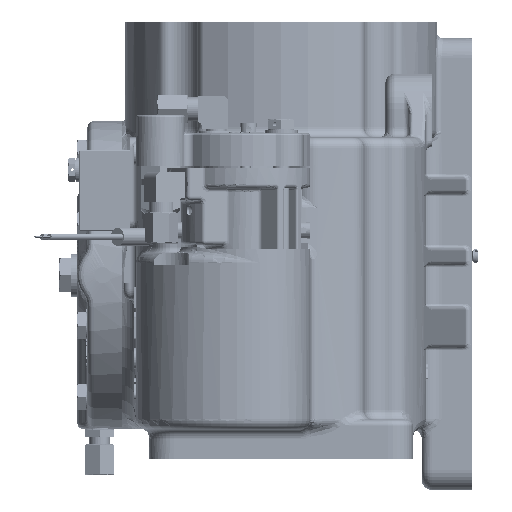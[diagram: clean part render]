
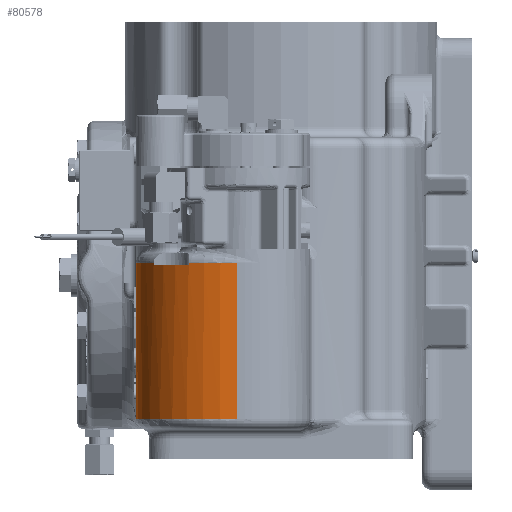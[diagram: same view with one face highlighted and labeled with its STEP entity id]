
A CAD part, left-side view. The second image highlights one B-rep face of the part: STEP entity #80578.
In plain terms, the highlighted cylindrical face has radius 50 mm (diameter 100 mm), a partial arc.
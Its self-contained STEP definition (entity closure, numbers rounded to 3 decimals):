
#10122 = CARTESIAN_POINT ( 'NONE',  ( -237.45, 21.5, 1.5 ) ) ;
#10124 = DIRECTION ( 'NONE',  ( 0., 0., -1. ) ) ;
#12453 = VECTOR ( 'NONE', #10124, 1000. ) ;
#12478 = LINE ( 'NONE', #10122, #12453 ) ;
#26132 = FACE_OUTER_BOUND ( 'NONE', #245912, .T. ) ;
#26135 = CYLINDRICAL_SURFACE ( 'NONE', #131245, 50. ) ;
#26166 = CARTESIAN_POINT ( 'NONE',  ( -231.276, 45.569, -4.5 ) ) ;
#26168 = CARTESIAN_POINT ( 'NONE',  ( -215.5, 62.891, -4.5 ) ) ;
#26170 = CARTESIAN_POINT ( 'NONE',  ( -215.5, 62.891, -3.5 ) ) ;
#31153 = LINE ( 'NONE', #236651, #31224 ) ;
#31224 = VECTOR ( 'NONE', #236656, 1000. ) ;
#34770 = EDGE_CURVE ( 'NONE', #236205, #164304, #188946, .T. ) ;
#34795 = EDGE_CURVE ( 'NONE', #236199, #236193, #188968, .T. ) ;
#34800 = EDGE_CURVE ( 'NONE', #236199, #236205, #188967, .T. ) ;
#34806 = EDGE_CURVE ( 'NONE', #236193, #163695, #188966, .T. ) ;
#34817 = EDGE_CURVE ( 'NONE', #164303, #158231, #188984, .T. ) ;
#67721 = AXIS2_PLACEMENT_3D ( 'NONE', #267597, #267600, #267602 ) ;
#67741 = AXIS2_PLACEMENT_3D ( 'NONE', #267805, #267832, #267834 ) ;
#67745 = AXIS2_PLACEMENT_3D ( 'NONE', #267875, #267878, #267880 ) ;
#76889 = EDGE_CURVE ( 'NONE', #158228, #163695, #161345, .T. ) ;
#80578 = ADVANCED_FACE ( 'NONE', ( #26132 ), #26135, .T. ) ;
#80836 = EDGE_CURVE ( 'NONE', #164304, #164303, #31153, .T. ) ;
#82439 = ORIENTED_EDGE ( 'NONE', *, *, #34795, .F. ) ;
#82595 = ORIENTED_EDGE ( 'NONE', *, *, #34806, .F. ) ;
#83760 = ORIENTED_EDGE ( 'NONE', *, *, #231357, .F. ) ;
#83762 = ORIENTED_EDGE ( 'NONE', *, *, #76889, .T. ) ;
#83912 = ORIENTED_EDGE ( 'NONE', *, *, #34800, .T. ) ;
#83943 = ORIENTED_EDGE ( 'NONE', *, *, #34770, .T. ) ;
#83975 = ORIENTED_EDGE ( 'NONE', *, *, #34817, .T. ) ;
#84300 = ORIENTED_EDGE ( 'NONE', *, *, #80836, .T. ) ;
#100468 = CARTESIAN_POINT ( 'NONE',  ( -237.45, 21.5, -3.5 ) ) ;
#100469 = CARTESIAN_POINT ( 'NONE',  ( -237.45, 21.5, -80.5 ) ) ;
#129558 = AXIS2_PLACEMENT_3D ( 'NONE', #157289, #157295, #157298 ) ;
#131245 = AXIS2_PLACEMENT_3D ( 'NONE', #132807, #132783, #132780 ) ;
#132780 = DIRECTION ( 'NONE',  ( -1., 0., 0. ) ) ;
#132783 = DIRECTION ( 'NONE',  ( 0., 0., -1. ) ) ;
#132807 = CARTESIAN_POINT ( 'NONE',  ( -187.45, 21.5, 1.5 ) ) ;
#157289 = CARTESIAN_POINT ( 'NONE',  ( -187.45, 21.5, -3.5 ) ) ;
#157295 = DIRECTION ( 'NONE',  ( 0., 0., -1. ) ) ;
#157298 = DIRECTION ( 'NONE',  ( -1., 0., 0. ) ) ;
#158228 = VERTEX_POINT ( 'NONE', #100468 ) ;
#158231 = VERTEX_POINT ( 'NONE', #100469 ) ;
#161345 = CIRCLE ( 'NONE', #129558, 50. ) ;
#163695 = VERTEX_POINT ( 'NONE', #257757 ) ;
#164303 = VERTEX_POINT ( 'NONE', #259058 ) ;
#164304 = VERTEX_POINT ( 'NONE', #259061 ) ;
#188946 = CIRCLE ( 'NONE', #67721, 50. ) ;
#188958 = VECTOR ( 'NONE', #267856, 1000. ) ;
#188966 = LINE ( 'NONE', #267854, #188958 ) ;
#188967 = LINE ( 'NONE', #267803, #188969 ) ;
#188968 = CIRCLE ( 'NONE', #67741, 50. ) ;
#188969 = VECTOR ( 'NONE', #267845, 1000. ) ;
#188984 = CIRCLE ( 'NONE', #67745, 50. ) ;
#231357 = EDGE_CURVE ( 'NONE', #158228, #158231, #12478, .T. ) ;
#236193 = VERTEX_POINT ( 'NONE', #26166 ) ;
#236199 = VERTEX_POINT ( 'NONE', #26168 ) ;
#236205 = VERTEX_POINT ( 'NONE', #26170 ) ;
#236651 = CARTESIAN_POINT ( 'NONE',  ( -187.45, 71.5, 1.5 ) ) ;
#236656 = DIRECTION ( 'NONE',  ( 0., 0., -1. ) ) ;
#245912 = EDGE_LOOP ( 'NONE', ( #83760, #83762, #82595, #82439, #83912, #83943, #84300, #83975 ) ) ;
#257757 = CARTESIAN_POINT ( 'NONE',  ( -231.276, 45.569, -3.5 ) ) ;
#259058 = CARTESIAN_POINT ( 'NONE',  ( -187.45, 71.5, -80.5 ) ) ;
#259061 = CARTESIAN_POINT ( 'NONE',  ( -187.45, 71.5, -3.5 ) ) ;
#267597 = CARTESIAN_POINT ( 'NONE',  ( -187.45, 21.5, -3.5 ) ) ;
#267600 = DIRECTION ( 'NONE',  ( 0., 0., -1. ) ) ;
#267602 = DIRECTION ( 'NONE',  ( -1., 0., 0. ) ) ;
#267803 = CARTESIAN_POINT ( 'NONE',  ( -215.5, 62.891, -4.5 ) ) ;
#267805 = CARTESIAN_POINT ( 'NONE',  ( -187.45, 21.5, -4.5 ) ) ;
#267832 = DIRECTION ( 'NONE',  ( 0., 0., 1. ) ) ;
#267834 = DIRECTION ( 'NONE',  ( 1., 0., 0. ) ) ;
#267845 = DIRECTION ( 'NONE',  ( 0., 0., 1. ) ) ;
#267854 = CARTESIAN_POINT ( 'NONE',  ( -231.276, 45.569, -4.5 ) ) ;
#267856 = DIRECTION ( 'NONE',  ( 0., 0., 1. ) ) ;
#267875 = CARTESIAN_POINT ( 'NONE',  ( -187.45, 21.5, -80.5 ) ) ;
#267878 = DIRECTION ( 'NONE',  ( 0., 0., 1. ) ) ;
#267880 = DIRECTION ( 'NONE',  ( 1., 0., 0. ) ) ;
